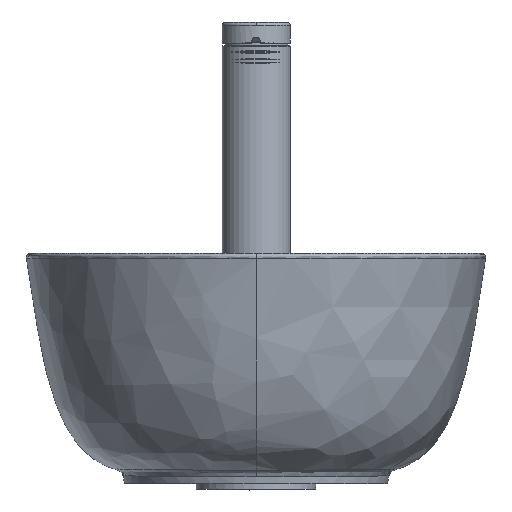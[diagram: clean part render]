
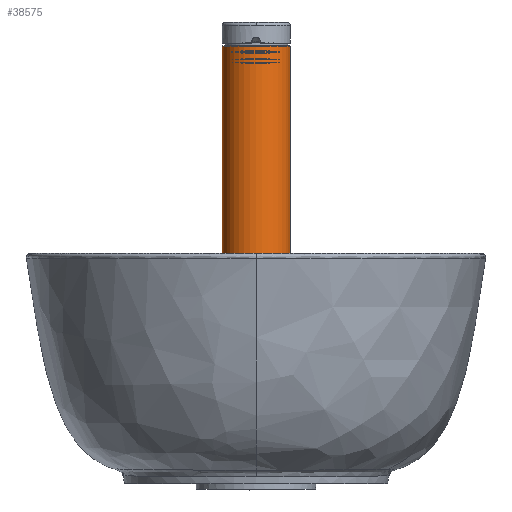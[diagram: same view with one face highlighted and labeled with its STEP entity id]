
A CAD part, left-side view. The second image highlights one B-rep face of the part: STEP entity #38575.
In plain terms, the highlighted cylindrical face has radius 20 mm (diameter 40 mm), a full revolution.
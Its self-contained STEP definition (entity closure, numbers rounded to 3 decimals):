
#38403=CARTESIAN_POINT('',(20.0,87.,0.0));
#38404=VERTEX_POINT('',#38403);
#38405=CARTESIAN_POINT('',(20.0,93.0,0.0));
#38406=VERTEX_POINT('',#38405);
#38407=CARTESIAN_POINT('',(20.,87.0,0.));
#38408=CARTESIAN_POINT('',(20.,87.0,0.377));
#38409=CARTESIAN_POINT('',(19.988,87.076,0.779));
#38410=CARTESIAN_POINT('',(19.946,87.382,1.518));
#38411=CARTESIAN_POINT('',(19.916,87.613,1.855));
#38412=CARTESIAN_POINT('',(19.859,88.145,2.387));
#38413=CARTESIAN_POINT('',(19.828,88.482,2.618));
#38414=CARTESIAN_POINT('',(19.786,89.221,2.924));
#38415=CARTESIAN_POINT('',(19.774,89.623,3.));
#38416=CARTESIAN_POINT('',(19.774,90.0,3.));
#38417=CARTESIAN_POINT('',(19.774,90.377,3.));
#38418=CARTESIAN_POINT('',(19.786,90.779,2.924));
#38419=CARTESIAN_POINT('',(19.828,91.518,2.618));
#38420=CARTESIAN_POINT('',(19.859,91.855,2.387));
#38421=CARTESIAN_POINT('',(19.916,92.387,1.855));
#38422=CARTESIAN_POINT('',(19.946,92.618,1.518));
#38423=CARTESIAN_POINT('',(19.988,92.924,0.779));
#38424=CARTESIAN_POINT('',(20.,93.0,0.377));
#38425=CARTESIAN_POINT('',(20.,93.0,0.));
#38426=B_SPLINE_CURVE_WITH_KNOTS('',3,(#38407,#38408,#38409,#38410,#38411,#38412,#38413,#38414,#38415,#38416,#38417,#38418,#38419,#38420,#38421,#38422,#38423,#38424,#38425),.UNSPECIFIED.,.F.,.U.,(4,2,2,2,3,2,2,2,4),(-0.453,-0.34,-0.226,-0.113,0.0,0.113,0.226,0.34,0.453),.UNSPECIFIED.);
#38427=EDGE_CURVE('',#38404,#38406,#38426,.T.);
#38429=CARTESIAN_POINT('',(20.,93.0,0.));
#38430=CARTESIAN_POINT('',(20.,93.0,-0.377));
#38431=CARTESIAN_POINT('',(19.988,92.924,-0.779));
#38432=CARTESIAN_POINT('',(19.946,92.618,-1.518));
#38433=CARTESIAN_POINT('',(19.916,92.387,-1.855));
#38434=CARTESIAN_POINT('',(19.859,91.855,-2.387));
#38435=CARTESIAN_POINT('',(19.828,91.518,-2.618));
#38436=CARTESIAN_POINT('',(19.786,90.779,-2.924));
#38437=CARTESIAN_POINT('',(19.774,90.377,-3.));
#38438=CARTESIAN_POINT('',(19.774,89.623,-3.));
#38439=CARTESIAN_POINT('',(19.786,89.221,-2.924));
#38440=CARTESIAN_POINT('',(19.828,88.482,-2.618));
#38441=CARTESIAN_POINT('',(19.859,88.145,-2.387));
#38442=CARTESIAN_POINT('',(19.916,87.613,-1.855));
#38443=CARTESIAN_POINT('',(19.946,87.382,-1.518));
#38444=CARTESIAN_POINT('',(19.988,87.076,-0.779));
#38445=CARTESIAN_POINT('',(20.,87.0,-0.377));
#38446=CARTESIAN_POINT('',(20.,87.0,0.0));
#38447=B_SPLINE_CURVE_WITH_KNOTS('',3,(#38429,#38430,#38431,#38432,#38433,#38434,#38435,#38436,#38437,#38438,#38439,#38440,#38441,#38442,#38443,#38444,#38445,#38446),.UNSPECIFIED.,.F.,.U.,(4,2,2,2,2,2,2,2,4),(0.453,0.566,0.679,0.792,0.906,1.019,1.132,1.245,1.358),.UNSPECIFIED.);
#38448=EDGE_CURVE('',#38406,#38404,#38447,.T.);
#38540=CARTESIAN_POINT('',(20.0,139.8,0.0));
#38541=VERTEX_POINT('',#38540);
#38542=CARTESIAN_POINT('',(0.,139.8,0.0));
#38543=DIRECTION('',(0.0,1.0,0.0));
#38544=DIRECTION('',(-1.0,0.0,0.0));
#38545=AXIS2_PLACEMENT_3D('',#38542,#38543,#38544);
#38546=CIRCLE('',#38545,20.0);
#38547=EDGE_CURVE('',#38541,#38541,#38546,.T.);
#38552=CARTESIAN_POINT('',(0.,147.0,0.0));
#38553=DIRECTION('',(0.0,-1.0,0.0));
#38554=DIRECTION('',(-1.0,0.0,0.0));
#38555=AXIS2_PLACEMENT_3D('',#38552,#38553,#38554);
#38556=CYLINDRICAL_SURFACE('',#38555,20.0);
#38557=ORIENTED_EDGE('',*,*,#38547,.F.);
#38558=EDGE_LOOP('',(#38557));
#38559=FACE_OUTER_BOUND('',#38558,.T.);
#38560=ORIENTED_EDGE('',*,*,#38448,.T.);
#38561=ORIENTED_EDGE('',*,*,#38427,.T.);
#38562=EDGE_LOOP('',(#38560,#38561));
#38563=FACE_BOUND('',#38562,.T.);
#38564=CARTESIAN_POINT('',(20.0,1.5,0.0));
#38565=VERTEX_POINT('',#38564);
#38566=CARTESIAN_POINT('',(0.0,1.5,0.0));
#38567=DIRECTION('',(0.0,-1.0,0.0));
#38568=DIRECTION('',(1.0,0.0,0.0));
#38569=AXIS2_PLACEMENT_3D('',#38566,#38567,#38568);
#38570=CIRCLE('',#38569,20.0);
#38571=EDGE_CURVE('',#38565,#38565,#38570,.T.);
#38572=ORIENTED_EDGE('',*,*,#38571,.F.);
#38573=EDGE_LOOP('',(#38572));
#38574=FACE_BOUND('',#38573,.T.);
#38575=ADVANCED_FACE('',(#38559,#38563,#38574),#38556,.T.);
